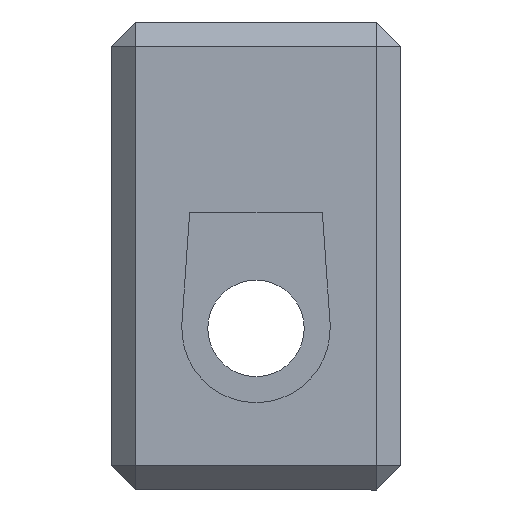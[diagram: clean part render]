
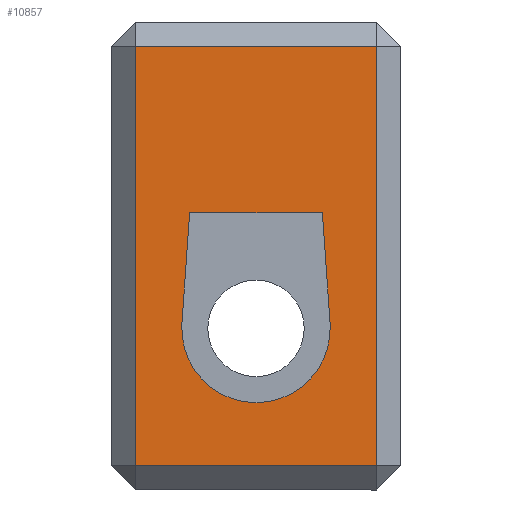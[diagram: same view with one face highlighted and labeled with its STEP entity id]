
A CAD part, front view. The second image highlights one B-rep face of the part: STEP entity #10857.
In plain terms, the highlighted planar face has unit normal (0, -1, 0).
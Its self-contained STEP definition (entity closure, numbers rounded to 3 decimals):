
#1239 = CARTESIAN_POINT ( 'NONE',  ( 1.85, 0., 8.553 ) ) ;
#1269 = VERTEX_POINT ( 'NONE', #15952 ) ;
#2364 = VECTOR ( 'NONE', #18399, 1000. ) ;
#3371 = CARTESIAN_POINT ( 'NONE',  ( 9.6, 0., 1.653 ) ) ;
#3761 = CARTESIAN_POINT ( 'NONE',  ( 11.85, 0., 8.553 ) ) ;
#4020 = ORIENTED_EDGE ( 'NONE', *, *, #21753, .T. ) ;
#4721 = VERTEX_POINT ( 'NONE', #9059 ) ;
#5125 = VECTOR ( 'NONE', #11414, 1000. ) ;
#5193 = CARTESIAN_POINT ( 'NONE',  ( 0., 0., 8.553 ) ) ;
#5746 = EDGE_LOOP ( 'NONE', ( #19809, #22523, #4020, #7794 ) ) ;
#5919 = DIRECTION ( 'NONE',  ( 0., 1., 0. ) ) ;
#6064 = DIRECTION ( 'NONE',  ( 0., 0., 1. ) ) ;
#6110 = VERTEX_POINT ( 'NONE', #1239 ) ;
#7047 = AXIS2_PLACEMENT_3D ( 'NONE', #22305, #17734, #17859 ) ;
#7108 = CARTESIAN_POINT ( 'NONE',  ( 1.85, 0., 0. ) ) ;
#7452 = DIRECTION ( 'NONE',  ( 0.07, 0., -0.998 ) ) ;
#7794 = ORIENTED_EDGE ( 'NONE', *, *, #13125, .T. ) ;
#8054 = VERTEX_POINT ( 'NONE', #11864 ) ;
#8876 = VECTOR ( 'NONE', #7452, 1000. ) ;
#9059 = CARTESIAN_POINT ( 'NONE',  ( 6.85, 0., -6.225 ) ) ;
#9156 = AXIS2_PLACEMENT_3D ( 'NONE', #11775, #5919, #26636 ) ;
#9176 = VECTOR ( 'NONE', #12162, 1000. ) ;
#9690 = LINE ( 'NONE', #13832, #9176 ) ;
#9970 = CARTESIAN_POINT ( 'NONE',  ( 9.35, 0., 1.653 ) ) ;
#10013 = ORIENTED_EDGE ( 'NONE', *, *, #20519, .T. ) ;
#10108 = FACE_BOUND ( 'NONE', #12481, .T. ) ;
#10288 = EDGE_CURVE ( 'NONE', #6110, #24895, #20241, .T. ) ;
#10671 = VECTOR ( 'NONE', #14879, 1000. ) ;
#10857 = ADVANCED_FACE ( 'NONE', ( #12172, #10108 ), #24953, .F. ) ;
#11265 = CARTESIAN_POINT ( 'NONE',  ( 1.85, 0., -8.847 ) ) ;
#11414 = DIRECTION ( 'NONE',  ( 0., 0., -1. ) ) ;
#11775 = CARTESIAN_POINT ( 'NONE',  ( 0., 0., 0. ) ) ;
#11854 = DIRECTION ( 'NONE',  ( 1., 0., 0. ) ) ;
#11864 = CARTESIAN_POINT ( 'NONE',  ( 9.921, 0., -2.932 ) ) ;
#12162 = DIRECTION ( 'NONE',  ( 0.07, 0., 0.998 ) ) ;
#12172 = FACE_OUTER_BOUND ( 'NONE', #5746, .T. ) ;
#12481 = EDGE_LOOP ( 'NONE', ( #26659, #27481, #10013, #15501, #12587 ) ) ;
#12587 = ORIENTED_EDGE ( 'NONE', *, *, #26157, .T. ) ;
#13125 = EDGE_CURVE ( 'NONE', #16779, #6110, #15475, .T. ) ;
#13832 = CARTESIAN_POINT ( 'NONE',  ( 4.1, 0., 1.653 ) ) ;
#14380 = CARTESIAN_POINT ( 'NONE',  ( 6.85, 0., -3.147 ) ) ;
#14613 = CARTESIAN_POINT ( 'NONE',  ( 11.85, 0., 0. ) ) ;
#14663 = LINE ( 'NONE', #9970, #2364 ) ;
#14879 = DIRECTION ( 'NONE',  ( 0., 0., 1. ) ) ;
#15286 = AXIS2_PLACEMENT_3D ( 'NONE', #14380, #20598, #6064 ) ;
#15475 = LINE ( 'NONE', #5193, #19351 ) ;
#15501 = ORIENTED_EDGE ( 'NONE', *, *, #17613, .T. ) ;
#15952 = CARTESIAN_POINT ( 'NONE',  ( 9.6, 0., 1.653 ) ) ;
#15993 = EDGE_CURVE ( 'NONE', #19978, #18198, #9690, .T. ) ;
#16779 = VERTEX_POINT ( 'NONE', #3761 ) ;
#17613 = EDGE_CURVE ( 'NONE', #8054, #4721, #20297, .T. ) ;
#17680 = CARTESIAN_POINT ( 'NONE',  ( 11.85, 0., -8.847 ) ) ;
#17734 = DIRECTION ( 'NONE',  ( 0., 1., 0. ) ) ;
#17859 = DIRECTION ( 'NONE',  ( 0., 0., 1. ) ) ;
#17979 = LINE ( 'NONE', #3371, #8876 ) ;
#18198 = VERTEX_POINT ( 'NONE', #24868 ) ;
#18399 = DIRECTION ( 'NONE',  ( 1., 0., 0. ) ) ;
#19351 = VECTOR ( 'NONE', #24880, 1000. ) ;
#19809 = ORIENTED_EDGE ( 'NONE', *, *, #10288, .T. ) ;
#19978 = VERTEX_POINT ( 'NONE', #23994 ) ;
#20241 = LINE ( 'NONE', #7108, #5125 ) ;
#20297 = CIRCLE ( 'NONE', #7047, 3.078 ) ;
#20519 = EDGE_CURVE ( 'NONE', #1269, #8054, #17979, .T. ) ;
#20598 = DIRECTION ( 'NONE',  ( 0., 1., 0. ) ) ;
#20950 = VECTOR ( 'NONE', #11854, 1000. ) ;
#21753 = EDGE_CURVE ( 'NONE', #24837, #16779, #23197, .T. ) ;
#22305 = CARTESIAN_POINT ( 'NONE',  ( 6.85, 0., -3.147 ) ) ;
#22523 = ORIENTED_EDGE ( 'NONE', *, *, #24012, .T. ) ;
#23074 = CARTESIAN_POINT ( 'NONE',  ( 0., 0., -8.847 ) ) ;
#23197 = LINE ( 'NONE', #14613, #10671 ) ;
#23994 = CARTESIAN_POINT ( 'NONE',  ( 3.779, 0., -2.932 ) ) ;
#24012 = EDGE_CURVE ( 'NONE', #24895, #24837, #24767, .T. ) ;
#24767 = LINE ( 'NONE', #23074, #20950 ) ;
#24837 = VERTEX_POINT ( 'NONE', #17680 ) ;
#24868 = CARTESIAN_POINT ( 'NONE',  ( 4.1, 0., 1.653 ) ) ;
#24880 = DIRECTION ( 'NONE',  ( -1., 0., 0. ) ) ;
#24895 = VERTEX_POINT ( 'NONE', #11265 ) ;
#24953 = PLANE ( 'NONE',  #9156 ) ;
#25948 = CIRCLE ( 'NONE', #15286, 3.078 ) ;
#26157 = EDGE_CURVE ( 'NONE', #4721, #19978, #25948, .T. ) ;
#26203 = EDGE_CURVE ( 'NONE', #18198, #1269, #14663, .T. ) ;
#26636 = DIRECTION ( 'NONE',  ( 1., 0., 0. ) ) ;
#26659 = ORIENTED_EDGE ( 'NONE', *, *, #15993, .T. ) ;
#27481 = ORIENTED_EDGE ( 'NONE', *, *, #26203, .T. ) ;
